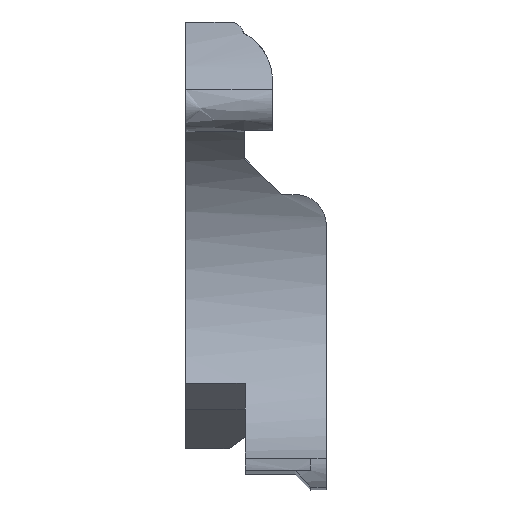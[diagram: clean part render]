
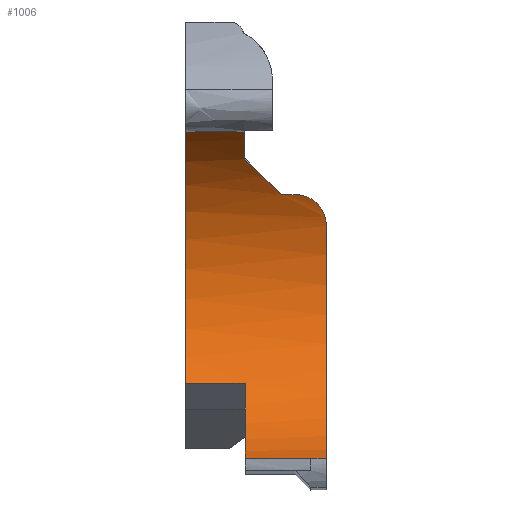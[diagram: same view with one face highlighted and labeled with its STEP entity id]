
A CAD part, front view. The second image highlights one B-rep face of the part: STEP entity #1006.
In plain terms, the highlighted cylindrical face has radius 57.355 mm (diameter 114.711 mm), a partial arc.
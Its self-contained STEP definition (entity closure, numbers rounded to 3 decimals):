
#29=CYLINDRICAL_SURFACE('',#1080,57.355);
#59=FACE_OUTER_BOUND('',#117,.T.);
#117=EDGE_LOOP('',(#685,#686,#687,#688,#689,#690,#691,#692,#693,#694,#695));
#183=LINE('',#1472,#249);
#249=VECTOR('',#1162,10.);
#312=B_SPLINE_CURVE_WITH_KNOTS('',3,(#1398,#1399,#1400,#1401),
 .UNSPECIFIED.,.F.,.F.,(4,4),(0.,1.872),
 .UNSPECIFIED.);
#319=B_SPLINE_CURVE_WITH_KNOTS('',3,(#1476,#1477,#1478,#1479,#1480,#1481),
 .UNSPECIFIED.,.F.,.F.,(4,2,4),(1.02,1.82,3.12),
 .UNSPECIFIED.);
#320=B_SPLINE_CURVE_WITH_KNOTS('',3,(#1483,#1484,#1485,#1486),
 .UNSPECIFIED.,.F.,.F.,(4,4),(0.52,1.02),
 .UNSPECIFIED.);
#321=B_SPLINE_CURVE_WITH_KNOTS('',3,(#1490,#1491,#1492,#1493,#1494,#1495,
#1496,#1497,#1498,#1499,#1500,#1501),.UNSPECIFIED.,.F.,.F.,(4,2,2,2,2,4),
(0.,0.348,0.719,1.134,1.392,
1.65),.UNSPECIFIED.);
#322=B_SPLINE_CURVE_WITH_KNOTS('',3,(#1503,#1504,#1505,#1506),
 .UNSPECIFIED.,.F.,.F.,(4,4),(1.657,2.085),
 .UNSPECIFIED.);
#323=B_SPLINE_CURVE_WITH_KNOTS('',3,(#1507,#1508,#1509,#1510,#1511,#1512,
#1513,#1514,#1515,#1516,#1517,#1518,#1519,#1520,#1521,#1522,#1523,#1524,
#1525),.UNSPECIFIED.,.F.,.F.,(4,3,3,3,3,3,4),(0.,0.347,0.697,
0.936,1.278,1.622,1.853),
 .UNSPECIFIED.);
#377=CIRCLE('',#1079,57.355);
#378=CIRCLE('',#1081,57.355);
#379=CIRCLE('',#1082,57.355);
#380=CIRCLE('',#1083,57.355);
#403=VERTEX_POINT('',#1383);
#404=VERTEX_POINT('',#1397);
#409=VERTEX_POINT('',#1446);
#416=VERTEX_POINT('',#1469);
#417=VERTEX_POINT('',#1471);
#418=VERTEX_POINT('',#1473);
#419=VERTEX_POINT('',#1475);
#420=VERTEX_POINT('',#1482);
#421=VERTEX_POINT('',#1487);
#422=VERTEX_POINT('',#1489);
#423=VERTEX_POINT('',#1502);
#507=EDGE_CURVE('',#403,#404,#312,.T.);
#515=EDGE_CURVE('',#404,#409,#377,.T.);
#523=EDGE_CURVE('',#416,#403,#378,.T.);
#524=EDGE_CURVE('',#416,#417,#183,.F.);
#525=EDGE_CURVE('',#417,#418,#379,.F.);
#526=EDGE_CURVE('',#419,#418,#319,.T.);
#527=EDGE_CURVE('',#420,#419,#320,.T.);
#528=EDGE_CURVE('',#421,#420,#380,.T.);
#529=EDGE_CURVE('',#422,#421,#321,.T.);
#530=EDGE_CURVE('',#422,#423,#322,.T.);
#531=EDGE_CURVE('',#409,#423,#323,.T.);
#685=ORIENTED_EDGE('',*,*,#507,.F.);
#686=ORIENTED_EDGE('',*,*,#523,.F.);
#687=ORIENTED_EDGE('',*,*,#524,.T.);
#688=ORIENTED_EDGE('',*,*,#525,.T.);
#689=ORIENTED_EDGE('',*,*,#526,.F.);
#690=ORIENTED_EDGE('',*,*,#527,.F.);
#691=ORIENTED_EDGE('',*,*,#528,.F.);
#692=ORIENTED_EDGE('',*,*,#529,.F.);
#693=ORIENTED_EDGE('',*,*,#530,.T.);
#694=ORIENTED_EDGE('',*,*,#531,.F.);
#695=ORIENTED_EDGE('',*,*,#515,.F.);
#1006=ADVANCED_FACE('',(#59),#29,.F.);
#1079=AXIS2_PLACEMENT_3D('',#1447,#1151,#1152);
#1080=AXIS2_PLACEMENT_3D('',#1468,#1158,#1159);
#1081=AXIS2_PLACEMENT_3D('',#1470,#1160,#1161);
#1082=AXIS2_PLACEMENT_3D('',#1474,#1163,#1164);
#1083=AXIS2_PLACEMENT_3D('',#1488,#1165,#1166);
#1151=DIRECTION('center_axis',(-1.,0.,0.));
#1152=DIRECTION('ref_axis',(0.,1.,0.));
#1158=DIRECTION('center_axis',(1.,0.,0.));
#1159=DIRECTION('ref_axis',(0.,1.,0.));
#1160=DIRECTION('center_axis',(1.,0.,0.));
#1161=DIRECTION('ref_axis',(0.,1.,0.));
#1162=DIRECTION('',(-1.,0.,0.));
#1163=DIRECTION('center_axis',(1.,0.,0.));
#1164=DIRECTION('ref_axis',(0.,1.,0.));
#1165=DIRECTION('center_axis',(-1.,0.,0.));
#1166=DIRECTION('ref_axis',(0.,0.707,-0.707));
#1383=CARTESIAN_POINT('',(-12.918,-193.306,250.967));
#1397=CARTESIAN_POINT('',(5.8,-193.306,250.967));
#1398=CARTESIAN_POINT('Ctrl Pts',(-12.918,-193.306,250.967));
#1399=CARTESIAN_POINT('Ctrl Pts',(-6.679,-193.306,250.967));
#1400=CARTESIAN_POINT('Ctrl Pts',(-0.439,-193.306,250.967));
#1401=CARTESIAN_POINT('Ctrl Pts',(5.8,-193.306,250.967));
#1446=CARTESIAN_POINT('',(5.8,-123.676,240.858));
#1447=CARTESIAN_POINT('Origin',(5.8,-165.,201.084));
#1468=CARTESIAN_POINT('Origin',(-13.918,-165.,201.084));
#1469=CARTESIAN_POINT('',(-12.918,-117.317,169.209));
#1470=CARTESIAN_POINT('Origin',(-12.918,-165.,201.084));
#1471=CARTESIAN_POINT('',(6.082,-117.317,169.209));
#1472=CARTESIAN_POINT('',(-13.918,-117.317,169.209));
#1473=CARTESIAN_POINT('',(6.082,-152.509,145.105));
#1474=CARTESIAN_POINT('Origin',(6.082,-165.,201.084));
#1475=CARTESIAN_POINT('',(27.082,-152.509,145.105));
#1476=CARTESIAN_POINT('Ctrl Pts',(27.082,-152.509,145.105));
#1477=CARTESIAN_POINT('Ctrl Pts',(24.415,-152.509,145.105));
#1478=CARTESIAN_POINT('Ctrl Pts',(21.749,-152.509,145.105));
#1479=CARTESIAN_POINT('Ctrl Pts',(14.749,-152.509,145.105));
#1480=CARTESIAN_POINT('Ctrl Pts',(10.415,-152.509,145.105));
#1481=CARTESIAN_POINT('Ctrl Pts',(6.082,-152.509,145.105));
#1482=CARTESIAN_POINT('',(32.082,-152.509,145.105));
#1483=CARTESIAN_POINT('Ctrl Pts',(32.082,-152.509,145.105));
#1484=CARTESIAN_POINT('Ctrl Pts',(30.415,-152.509,145.105));
#1485=CARTESIAN_POINT('Ctrl Pts',(28.749,-152.509,145.105));
#1486=CARTESIAN_POINT('Ctrl Pts',(27.082,-152.509,145.105));
#1487=CARTESIAN_POINT('',(32.082,-110.705,219.569));
#1488=CARTESIAN_POINT('Origin',(32.082,-165.,201.084));
#1489=CARTESIAN_POINT('',(22.082,-115.233,229.594));
#1490=CARTESIAN_POINT('Ctrl Pts',(22.082,-115.233,229.594));
#1491=CARTESIAN_POINT('Ctrl Pts',(23.242,-115.233,229.594));
#1492=CARTESIAN_POINT('Ctrl Pts',(24.383,-115.118,229.397));
#1493=CARTESIAN_POINT('Ctrl Pts',(26.604,-114.681,228.613));
#1494=CARTESIAN_POINT('Ctrl Pts',(27.645,-114.352,228.012));
#1495=CARTESIAN_POINT('Ctrl Pts',(29.552,-113.529,226.408));
#1496=CARTESIAN_POINT('Ctrl Pts',(30.367,-113.029,225.377));
#1497=CARTESIAN_POINT('Ctrl Pts',(31.328,-112.207,223.515));
#1498=CARTESIAN_POINT('Ctrl Pts',(31.609,-111.891,222.758));
#1499=CARTESIAN_POINT('Ctrl Pts',(31.986,-111.278,221.192));
#1500=CARTESIAN_POINT('Ctrl Pts',(32.082,-110.983,220.384));
#1501=CARTESIAN_POINT('Ctrl Pts',(32.082,-110.705,219.569));
#1502=CARTESIAN_POINT('',(17.8,-115.233,229.594));
#1503=CARTESIAN_POINT('Ctrl Pts',(22.082,-115.233,229.594));
#1504=CARTESIAN_POINT('Ctrl Pts',(20.655,-115.233,229.594));
#1505=CARTESIAN_POINT('Ctrl Pts',(19.227,-115.233,229.594));
#1506=CARTESIAN_POINT('Ctrl Pts',(17.8,-115.233,229.594));
#1507=CARTESIAN_POINT('Ctrl Pts',(5.8,-123.676,240.858));
#1508=CARTESIAN_POINT('Ctrl Pts',(6.531,-123.054,240.211));
#1509=CARTESIAN_POINT('Ctrl Pts',(7.265,-122.449,239.553));
#1510=CARTESIAN_POINT('Ctrl Pts',(8.003,-121.862,238.882));
#1511=CARTESIAN_POINT('Ctrl Pts',(8.746,-121.27,238.208));
#1512=CARTESIAN_POINT('Ctrl Pts',(9.493,-120.697,237.522));
#1513=CARTESIAN_POINT('Ctrl Pts',(10.243,-120.141,236.825));
#1514=CARTESIAN_POINT('Ctrl Pts',(10.756,-119.761,236.348));
#1515=CARTESIAN_POINT('Ctrl Pts',(11.271,-119.39,235.867));
#1516=CARTESIAN_POINT('Ctrl Pts',(11.788,-119.027,235.38));
#1517=CARTESIAN_POINT('Ctrl Pts',(12.528,-118.506,234.683));
#1518=CARTESIAN_POINT('Ctrl Pts',(13.272,-118.004,233.976));
#1519=CARTESIAN_POINT('Ctrl Pts',(14.019,-117.518,233.261));
#1520=CARTESIAN_POINT('Ctrl Pts',(14.769,-117.031,232.543));
#1521=CARTESIAN_POINT('Ctrl Pts',(15.521,-116.562,231.816));
#1522=CARTESIAN_POINT('Ctrl Pts',(16.277,-116.111,231.081));
#1523=CARTESIAN_POINT('Ctrl Pts',(16.783,-115.809,230.588));
#1524=CARTESIAN_POINT('Ctrl Pts',(17.291,-115.515,230.092));
#1525=CARTESIAN_POINT('Ctrl Pts',(17.8,-115.229,229.593));
